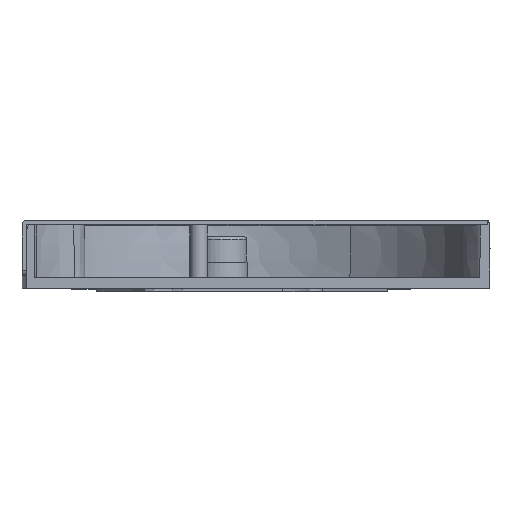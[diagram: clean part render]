
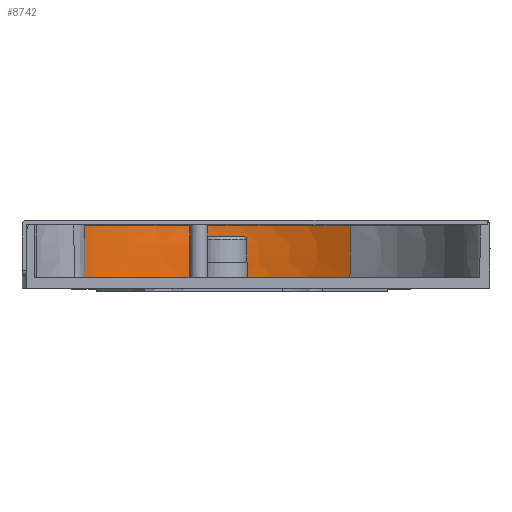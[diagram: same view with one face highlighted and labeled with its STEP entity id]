
A CAD part, top view. The second image highlights one B-rep face of the part: STEP entity #8742.
In plain terms, the highlighted free-form (B-spline) face has degree [3, 3] with [14, 4] control points.
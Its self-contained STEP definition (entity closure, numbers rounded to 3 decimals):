
#1760=CARTESIAN_POINT('',(443.958,285.998,2.7));
#1762=CARTESIAN_POINT('',(443.958,285.998,2.7));
#1763=CARTESIAN_POINT('',(443.958,285.998,2.7));
#1764=CARTESIAN_POINT('',(442.766,286.673,2.7));
#1765=CARTESIAN_POINT('',(440.488,287.781,2.7));
#1766=CARTESIAN_POINT('',(437.012,288.987,2.7));
#1767=CARTESIAN_POINT('',(433.636,289.696,2.7));
#1768=CARTESIAN_POINT('',(430.207,289.882,2.7));
#1769=CARTESIAN_POINT('',(426.504,289.411,2.7));
#1770=CARTESIAN_POINT('',(422.65,288.152,2.7));
#1771=CARTESIAN_POINT('',(417.914,285.661,2.7));
#1772=CARTESIAN_POINT('',(414.88,283.14,2.7));
#1773=CARTESIAN_POINT('',(413.204,281.367,2.7));
#2230=CARTESIAN_POINT('',(443.933,285.953,-3.3));
#2231=CARTESIAN_POINT('',(443.933,285.953,-3.3));
#2232=CARTESIAN_POINT('',(442.742,286.627,-3.3));
#2233=CARTESIAN_POINT('',(440.468,287.733,-3.3));
#2234=CARTESIAN_POINT('',(436.998,288.937,-3.3));
#2235=CARTESIAN_POINT('',(433.629,289.644,-3.3));
#2236=CARTESIAN_POINT('',(430.208,289.83,-3.3));
#2237=CARTESIAN_POINT('',(426.516,289.36,-3.3));
#2238=CARTESIAN_POINT('',(422.671,288.104,-3.3));
#2239=CARTESIAN_POINT('',(417.944,285.618,-3.3));
#2240=CARTESIAN_POINT('',(414.915,283.102,-3.3));
#2241=CARTESIAN_POINT('',(413.243,281.332,-3.3));
#2249=CARTESIAN_POINT('',(443.933,285.953,-3.3));
#3096=DIRECTION('',(0.006,-0.006,-1.));
#3097=VECTOR('',#3096,6.);
#3098=CARTESIAN_POINT('',(413.204,281.367,2.7));
#3099=LINE('',#3098,#3097);
#3100=DIRECTION('',(-0.004,-0.008,-1.));
#3101=VECTOR('',#3100,6.);
#3102=CARTESIAN_POINT('',(443.958,285.998,2.7));
#3103=LINE('',#3102,#3101);
#4145=VERTEX_POINT('',#2249);
#4146=VERTEX_POINT('',#2241);
#4167=VERTEX_POINT('',#1760);
#4168=VERTEX_POINT('',#1773);
#8678=CARTESIAN_POINT('',(443.996,285.978,2.82));
#8679=CARTESIAN_POINT('',(443.986,285.963,0.74));
#8680=CARTESIAN_POINT('',(443.975,285.948,-1.34));
#8681=CARTESIAN_POINT('',(443.965,285.933,-3.42));
#8682=CARTESIAN_POINT('',(443.984,285.985,2.82));
#8683=CARTESIAN_POINT('',(443.975,285.969,0.74));
#8684=CARTESIAN_POINT('',(443.966,285.954,-1.34));
#8685=CARTESIAN_POINT('',(443.957,285.938,-3.42));
#8686=CARTESIAN_POINT('',(443.971,285.992,2.82));
#8687=CARTESIAN_POINT('',(443.962,285.976,0.74));
#8688=CARTESIAN_POINT('',(443.953,285.961,-1.34));
#8689=CARTESIAN_POINT('',(443.944,285.945,-3.42));
#8690=CARTESIAN_POINT('',(442.766,286.674,2.82));
#8691=CARTESIAN_POINT('',(442.758,286.658,0.74));
#8692=CARTESIAN_POINT('',(442.75,286.642,-1.34));
#8693=CARTESIAN_POINT('',(442.742,286.626,-3.42));
#8694=CARTESIAN_POINT('',(440.488,287.782,2.82));
#8695=CARTESIAN_POINT('',(440.481,287.765,0.74));
#8696=CARTESIAN_POINT('',(440.474,287.748,-1.34));
#8697=CARTESIAN_POINT('',(440.467,287.732,-3.42));
#8698=CARTESIAN_POINT('',(437.012,288.988,2.82));
#8699=CARTESIAN_POINT('',(437.007,288.971,0.74));
#8700=CARTESIAN_POINT('',(437.002,288.953,-1.34));
#8701=CARTESIAN_POINT('',(436.997,288.936,-3.42));
#8702=CARTESIAN_POINT('',(433.636,289.697,2.82));
#8703=CARTESIAN_POINT('',(433.634,289.679,0.74));
#8704=CARTESIAN_POINT('',(433.631,289.661,-1.34));
#8705=CARTESIAN_POINT('',(433.629,289.643,-3.42));
#8706=CARTESIAN_POINT('',(430.206,289.883,2.82));
#8707=CARTESIAN_POINT('',(430.207,289.865,0.74));
#8708=CARTESIAN_POINT('',(430.208,289.847,-1.34));
#8709=CARTESIAN_POINT('',(430.208,289.828,-3.42));
#8710=CARTESIAN_POINT('',(426.504,289.412,2.82));
#8711=CARTESIAN_POINT('',(426.508,289.394,0.74));
#8712=CARTESIAN_POINT('',(426.512,289.377,-1.34));
#8713=CARTESIAN_POINT('',(426.516,289.359,-3.42));
#8714=CARTESIAN_POINT('',(422.65,288.153,2.82));
#8715=CARTESIAN_POINT('',(422.657,288.136,0.74));
#8716=CARTESIAN_POINT('',(422.664,288.12,-1.34));
#8717=CARTESIAN_POINT('',(422.672,288.103,-3.42));
#8718=CARTESIAN_POINT('',(417.914,285.662,2.82));
#8719=CARTESIAN_POINT('',(417.924,285.647,0.74));
#8720=CARTESIAN_POINT('',(417.934,285.632,-1.34));
#8721=CARTESIAN_POINT('',(417.945,285.617,-3.42));
#8722=CARTESIAN_POINT('',(414.791,283.068,2.82));
#8723=CARTESIAN_POINT('',(414.803,283.054,0.74));
#8724=CARTESIAN_POINT('',(414.815,283.041,-1.34));
#8725=CARTESIAN_POINT('',(414.828,283.027,-3.42));
#8726=CARTESIAN_POINT('',(413.049,281.203,2.82));
#8727=CARTESIAN_POINT('',(413.062,281.191,0.74));
#8728=CARTESIAN_POINT('',(413.076,281.178,-1.34));
#8729=CARTESIAN_POINT('',(413.089,281.166,-3.42));
#8730=CARTESIAN_POINT('',(412.972,281.12,2.82));
#8731=CARTESIAN_POINT('',(412.986,281.108,0.74));
#8732=CARTESIAN_POINT('',(412.999,281.096,-1.34));
#8733=CARTESIAN_POINT('',(413.012,281.083,-3.42));
#8734=B_SPLINE_SURFACE_WITH_KNOTS('',3,3,((#8678,#8679,#8680,#8681),(#8682,
#8683,#8684,#8685),(#8686,#8687,#8688,#8689),(#8690,#8691,#8692,#8693),(#8694,
#8695,#8696,#8697),(#8698,#8699,#8700,#8701),(#8702,#8703,#8704,#8705),(#8706,
#8707,#8708,#8709),(#8710,#8711,#8712,#8713),(#8714,#8715,#8716,#8717),(#8718,
#8719,#8720,#8721),(#8722,#8723,#8724,#8725),(#8726,#8727,#8728,#8729),(#8730,
#8731,#8732,#8733)),.UNSPECIFIED.,.F.,.F.,.F.,(4,1,1,1,1,1,1,1,1,1,1,4),(4,4),(
-0.001,0.,0.,0.122,0.224,
0.326,0.426,0.527,0.655,
0.784,1.,1.01),(-0.02,1.02),
.UNSPECIFIED.);
#8735=ORIENTED_EDGE('',*,*,#6455,.F.);
#8737=ORIENTED_EDGE('',*,*,#8736,.T.);
#8738=ORIENTED_EDGE('',*,*,#7163,.T.);
#8739=ORIENTED_EDGE('',*,*,#8671,.F.);
#8740=EDGE_LOOP('',(#8735,#8737,#8738,#8739));
#8741=FACE_OUTER_BOUND('',#8740,.F.);
#8742=ADVANCED_FACE('',(#8741),#8734,.T.);
#1774=B_SPLINE_CURVE_WITH_KNOTS('',3,(#1762,#1763,#1764,#1765,#1766,#1767,#1768,
#1769,#1770,#1771,#1772,#1773),.UNSPECIFIED.,.F.,.F.,(4,1,1,1,1,1,1,1,1,4),
(0.,0.,0.122,0.224,0.326,
0.426,0.527,0.655,0.784,1.),
.UNSPECIFIED.);
#2242=B_SPLINE_CURVE_WITH_KNOTS('',3,(#2230,#2231,#2232,#2233,#2234,#2235,#2236,
#2237,#2238,#2239,#2240,#2241),.UNSPECIFIED.,.F.,.F.,(4,1,1,1,1,1,1,1,1,4),
(0.,0.,0.122,0.224,0.326,
0.426,0.527,0.655,0.784,1.),
.UNSPECIFIED.);
#6455=EDGE_CURVE('',#4167,#4168,#1774,.T.);
#7163=EDGE_CURVE('',#4145,#4146,#2242,.T.);
#8671=EDGE_CURVE('',#4168,#4146,#3099,.T.);
#8736=EDGE_CURVE('',#4167,#4145,#3103,.T.);
